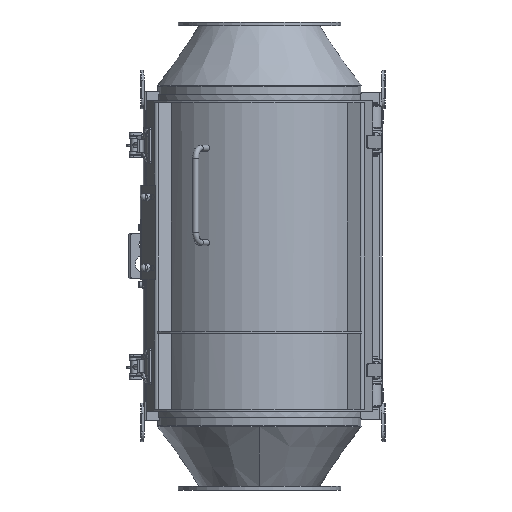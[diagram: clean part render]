
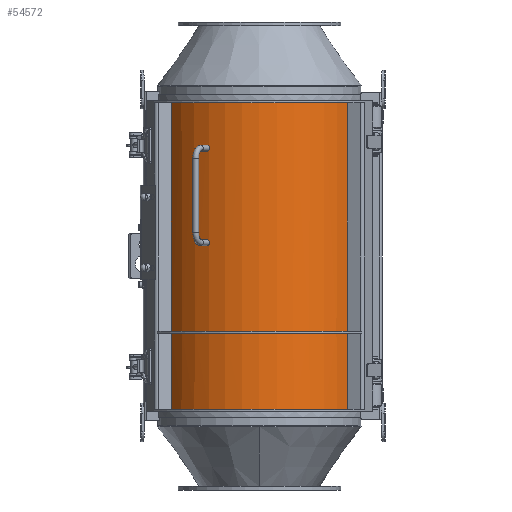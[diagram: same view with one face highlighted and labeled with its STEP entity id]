
A CAD part, front view. The second image highlights one B-rep face of the part: STEP entity #54572.
In plain terms, the highlighted cylindrical face has radius 178 mm (diameter 356 mm), a partial arc.
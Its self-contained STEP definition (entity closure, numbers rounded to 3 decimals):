
#4227=LINE('',#74536,#8489);
#4228=LINE('',#74541,#8490);
#5221=LINE('',#81817,#9483);
#5442=LINE('',#83717,#9704);
#5677=LINE('',#85989,#9939);
#5678=LINE('',#85992,#9940);
#8489=VECTOR('',#61122,10.);
#8490=VECTOR('',#61127,10.);
#9483=VECTOR('',#62928,10.);
#9704=VECTOR('',#63291,10.);
#9939=VECTOR('',#63690,10.);
#9940=VECTOR('',#63693,10.);
#13661=CYLINDRICAL_SURFACE('',#57373,178.);
#14144=FACE_BOUND('',#19327,.T.);
#14145=FACE_BOUND('',#19328,.T.);
#14146=FACE_BOUND('',#19329,.T.);
#16061=FACE_OUTER_BOUND('',#19326,.T.);
#19326=EDGE_LOOP('',(#42525,#42526,#42527,#42528));
#19327=EDGE_LOOP('',(#42529,#42530));
#19328=EDGE_LOOP('',(#42531,#42532));
#19329=EDGE_LOOP('',(#42533,#42534,#42535,#42536));
#21599=CIRCLE('',#57275,178.);
#21605=CIRCLE('',#57293,178.);
#21614=CIRCLE('',#57308,178.);
#21624=CIRCLE('',#57374,178.);
#23195=VERTEX_POINT('',#74534);
#23196=VERTEX_POINT('',#74535);
#23197=VERTEX_POINT('',#74539);
#23198=VERTEX_POINT('',#74540);
#24308=VERTEX_POINT('',#81814);
#24309=VERTEX_POINT('',#81816);
#24565=VERTEX_POINT('',#83683);
#24573=VERTEX_POINT('',#83715);
#24582=VERTEX_POINT('',#83743);
#24585=VERTEX_POINT('',#83750);
#24880=VERTEX_POINT('',#85988);
#24881=VERTEX_POINT('',#85990);
#28688=EDGE_CURVE('',#23195,#23196,#4227,.T.);
#28690=EDGE_CURVE('',#23197,#23198,#4228,.T.);
#30360=EDGE_CURVE('',#24309,#24308,#5221,.T.);
#30743=EDGE_CURVE('',#24308,#24565,#21599,.T.);
#30756=EDGE_CURVE('',#24565,#24573,#5442,.T.);
#30758=EDGE_CURVE('',#24573,#24309,#21605,.T.);
#30783=EDGE_CURVE('',#24582,#24585,#21614,.T.);
#31216=EDGE_CURVE('',#24585,#24880,#5677,.T.);
#31217=EDGE_CURVE('',#24880,#24881,#21624,.T.);
#31218=EDGE_CURVE('',#24881,#24582,#5678,.T.);
#42525=ORIENTED_EDGE('',*,*,#30783,.T.);
#42526=ORIENTED_EDGE('',*,*,#31216,.T.);
#42527=ORIENTED_EDGE('',*,*,#31217,.T.);
#42528=ORIENTED_EDGE('',*,*,#31218,.T.);
#42529=ORIENTED_EDGE('',*,*,#28688,.T.);
#42530=ORIENTED_EDGE('',*,*,#28688,.F.);
#42531=ORIENTED_EDGE('',*,*,#28690,.T.);
#42532=ORIENTED_EDGE('',*,*,#28690,.F.);
#42533=ORIENTED_EDGE('',*,*,#30743,.T.);
#42534=ORIENTED_EDGE('',*,*,#30756,.T.);
#42535=ORIENTED_EDGE('',*,*,#30758,.T.);
#42536=ORIENTED_EDGE('',*,*,#30360,.T.);
#54572=ADVANCED_FACE('',(#16061,#14144,#14145,#14146),#13661,.T.);
#57275=AXIS2_PLACEMENT_3D('',#83685,#63250,#63251);
#57293=AXIS2_PLACEMENT_3D('',#83720,#63295,#63296);
#57308=AXIS2_PLACEMENT_3D('',#83769,#63341,#63342);
#57373=AXIS2_PLACEMENT_3D('',#85987,#63688,#63689);
#57374=AXIS2_PLACEMENT_3D('',#85991,#63691,#63692);
#61122=DIRECTION('',(0.,0.,1.));
#61127=DIRECTION('',(0.,0.,1.));
#62928=DIRECTION('',(0.,0.,-1.));
#63250=DIRECTION('center_axis',(0.,0.,
-1.));
#63251=DIRECTION('ref_axis',(-0.956,-0.292,0.));
#63291=DIRECTION('',(0.,0.,1.));
#63295=DIRECTION('center_axis',(0.,0.,
1.));
#63296=DIRECTION('ref_axis',(-0.956,-0.292,0.));
#63341=DIRECTION('center_axis',(0.,0.,
1.));
#63342=DIRECTION('ref_axis',(-0.956,-0.292,0.));
#63688=DIRECTION('center_axis',(0.,0.,1.));
#63689=DIRECTION('ref_axis',(-0.956,-0.292,0.));
#63690=DIRECTION('',(0.,0.,1.));
#63691=DIRECTION('center_axis',(0.,0.,
-1.));
#63692=DIRECTION('ref_axis',(-0.956,-0.292,0.));
#63693=DIRECTION('',(0.,0.,-1.));
#74534=CARTESIAN_POINT('',(-88.712,-154.318,465.));
#74535=CARTESIAN_POINT('',(-88.712,-154.318,475.));
#74536=CARTESIAN_POINT('',(-88.712,-154.318,15.));
#74539=CARTESIAN_POINT('',(-88.712,-154.318,305.));
#74540=CARTESIAN_POINT('',(-88.712,-154.318,315.));
#74541=CARTESIAN_POINT('',(-88.712,-154.318,15.));
#81814=CARTESIAN_POINT('',(148.515,-98.119,157.));
#81816=CARTESIAN_POINT('',(148.515,-98.119,160.));
#81817=CARTESIAN_POINT('',(148.515,-98.119,15.));
#83683=CARTESIAN_POINT('',(-148.515,-98.119,157.));
#83685=CARTESIAN_POINT('Origin',(0.,0.,157.));
#83715=CARTESIAN_POINT('',(-148.515,-98.119,160.));
#83717=CARTESIAN_POINT('',(-148.515,-98.119,15.));
#83720=CARTESIAN_POINT('Origin',(0.,0.,160.));
#83743=CARTESIAN_POINT('',(-149.886,-96.011,28.));
#83750=CARTESIAN_POINT('',(149.886,-96.011,28.));
#83769=CARTESIAN_POINT('Origin',(0.,0.,28.));
#85987=CARTESIAN_POINT('Origin',(0.,0.,15.));
#85988=CARTESIAN_POINT('',(149.886,-96.011,547.));
#85989=CARTESIAN_POINT('',(149.886,-96.011,15.));
#85990=CARTESIAN_POINT('',(-149.886,-96.011,547.));
#85991=CARTESIAN_POINT('Origin',(0.,0.,547.));
#85992=CARTESIAN_POINT('',(-149.886,-96.011,15.));
